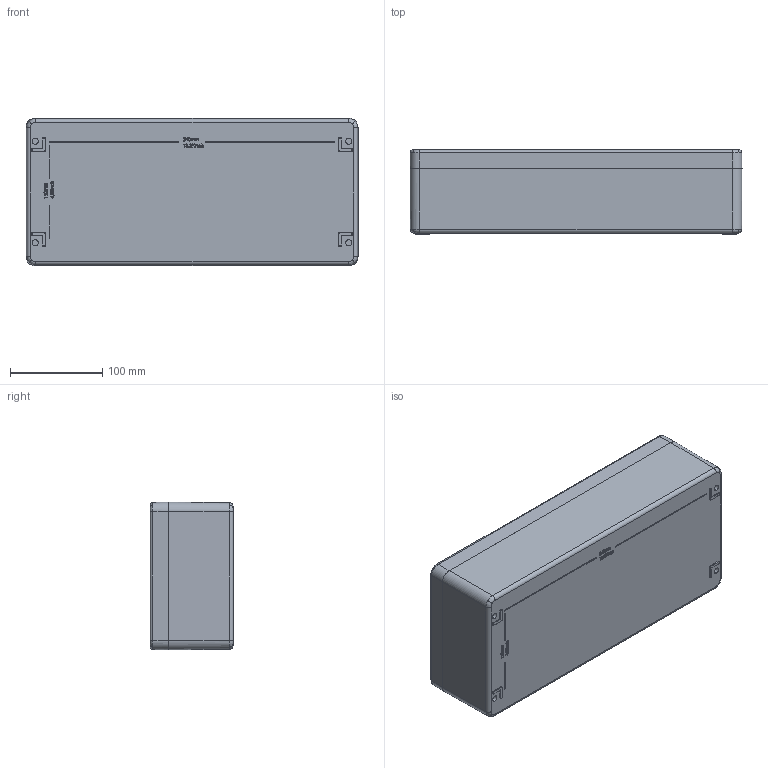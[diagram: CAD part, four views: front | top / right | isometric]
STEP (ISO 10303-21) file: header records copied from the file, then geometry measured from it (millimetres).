
FILE_DESCRIPTION (( 'STEP AP214' ), '1' );
FILE_NAME ('26163609.STEP', '2017-06-08T12:42:21', ( 'Macha' ), ( 'Hewlett-Packard Company' ), 'SwSTEP 2.0', 'SolidWorks 2015', '' );
FILE_SCHEMA (( 'AUTOMOTIVE_DESIGN' ));
Length unit declared in the file: millimetre
Products named in the file (9): 26163609; 23048-Unterteil_Ex; 86224; 86222; 23048-Unterteil; 23048-Deckel_Ex; 93135; 82015_980; 92684
Assembly tree (19 placements, depth 3):
  26163609
    23048-Unterteil
      23048-Unterteil_Ex
      86224  x4
      86222  x6
    23048-Deckel_Ex
    93135  x4
    82015_980
    92684
Bounding box: 360 x 91 x 160 mm (x, y, z)
Volume: 1240187.5 mm3; surface area: 429940.3 mm2
Topology: 18 solids, 18 shells, 1710 faces, 4281 edges, 2704 vertices
Faces by surface type: plane 701, bspline 465, cylinder 256, cone 196, torus 84, sphere 8
Entity records: 61063 total; most frequent: CARTESIAN_POINT 31711, ORIENTED_EDGE 6778, DIRECTION 4723, EDGE_CURVE 3389, VERTEX_POINT 2166, VECTOR 1767, LINE 1767, EDGE_LOOP 1483
